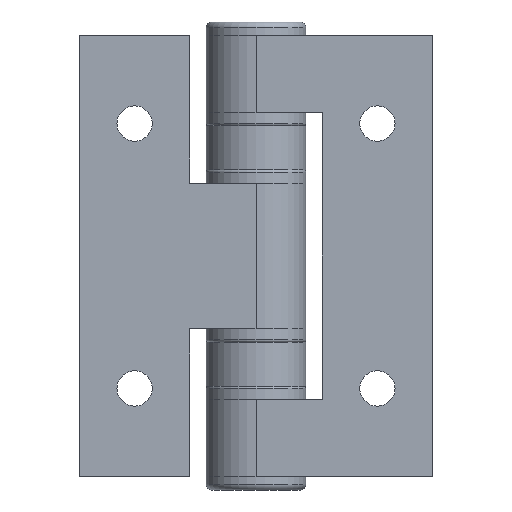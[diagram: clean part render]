
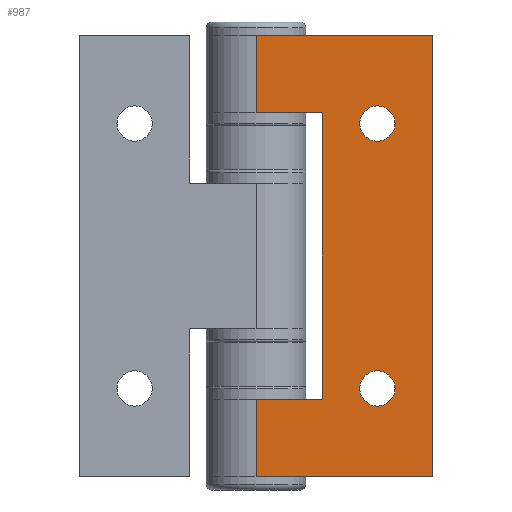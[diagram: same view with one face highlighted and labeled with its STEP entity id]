
A CAD part, front view. The second image highlights one B-rep face of the part: STEP entity #987.
In plain terms, the highlighted planar face has unit normal (0, -1, 0).
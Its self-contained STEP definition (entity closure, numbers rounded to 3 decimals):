
#61 = DIRECTION ( 'NONE',  ( 0., 0., -1. ) ) ;
#62 = CARTESIAN_POINT ( 'NONE',  ( 16., -4.5, 20. ) ) ;
#93 = CARTESIAN_POINT ( 'NONE',  ( 6., -4.5, 20. ) ) ;
#96 = DIRECTION ( 'NONE',  ( 0., 0., -1. ) ) ;
#167 = FACE_BOUND ( 'NONE', #2517, .T. ) ;
#168 = FACE_BOUND ( 'NONE', #2518, .T. ) ;
#169 = FACE_OUTER_BOUND ( 'NONE', #2519, .T. ) ;
#271 = LINE ( 'NONE', #4059, #2857 ) ;
#307 = LINE ( 'NONE', #3941, #2928 ) ;
#319 = LINE ( 'NONE', #62, #2940 ) ;
#321 = LINE ( 'NONE', #93, #2947 ) ;
#361 = LINE ( 'NONE', #4629, #3498 ) ;
#382 = LINE ( 'NONE', #4637, #3546 ) ;
#421 = LINE ( 'NONE', #1680, #3598 ) ;
#456 = LINE ( 'NONE', #1384, #3644 ) ;
#987 = ADVANCED_FACE ( 'NONE', ( #167, #168, #169 ), #3413, .F. ) ;
#1079 = AXIS2_PLACEMENT_3D ( 'NONE', #3401, #3412, #3376 ) ;
#1383 = DIRECTION ( 'NONE',  ( 0., 0., -1. ) ) ;
#1384 = CARTESIAN_POINT ( 'NONE',  ( 0., -4.5, 20. ) ) ;
#1672 = DIRECTION ( 'NONE',  ( 0., 0., 1. ) ) ;
#1673 = DIRECTION ( 'NONE',  ( 0., 1., 0. ) ) ;
#1674 = CARTESIAN_POINT ( 'NONE',  ( 11., -4.5, 12. ) ) ;
#1678 = DIRECTION ( 'NONE',  ( -1., 0., 0. ) ) ;
#1680 = CARTESIAN_POINT ( 'NONE',  ( 0., -4.5, -13. ) ) ;
#1848 = ORIENTED_EDGE ( 'NONE', *, *, #4311, .T. ) ;
#1849 = ORIENTED_EDGE ( 'NONE', *, *, #4437, .T. ) ;
#1850 = ORIENTED_EDGE ( 'NONE', *, *, #4331, .T. ) ;
#1851 = ORIENTED_EDGE ( 'NONE', *, *, #4443, .T. ) ;
#1852 = ORIENTED_EDGE ( 'NONE', *, *, #4464, .T. ) ;
#1853 = ORIENTED_EDGE ( 'NONE', *, *, #4425, .T. ) ;
#1854 = ORIENTED_EDGE ( 'NONE', *, *, #4463, .T. ) ;
#1855 = ORIENTED_EDGE ( 'NONE', *, *, #4327, .F. ) ;
#1856 = ORIENTED_EDGE ( 'NONE', *, *, #4317, .T. ) ;
#1857 = ORIENTED_EDGE ( 'NONE', *, *, #4264, .T. ) ;
#1858 = ORIENTED_EDGE ( 'NONE', *, *, #4392, .F. ) ;
#1859 = ORIENTED_EDGE ( 'NONE', *, *, #4499, .T. ) ;
#2105 = VERTEX_POINT ( 'NONE', #3092 ) ;
#2125 = VERTEX_POINT ( 'NONE', #3410 ) ;
#2132 = VERTEX_POINT ( 'NONE', #3319 ) ;
#2137 = VERTEX_POINT ( 'NONE', #3372 ) ;
#2144 = VERTEX_POINT ( 'NONE', #3082 ) ;
#2155 = VERTEX_POINT ( 'NONE', #3048 ) ;
#2158 = VERTEX_POINT ( 'NONE', #3375 ) ;
#2170 = VERTEX_POINT ( 'NONE', #3334 ) ;
#2172 = VERTEX_POINT ( 'NONE', #3273 ) ;
#2178 = VERTEX_POINT ( 'NONE', #3351 ) ;
#2180 = VERTEX_POINT ( 'NONE', #3064 ) ;
#2183 = VERTEX_POINT ( 'NONE', #3225 ) ;
#2517 = EDGE_LOOP ( 'NONE', ( #1849, #1851 ) ) ;
#2518 = EDGE_LOOP ( 'NONE', ( #1848, #1852 ) ) ;
#2519 = EDGE_LOOP ( 'NONE', ( #1850, #1854, #1853, #1856, #1855, #1858, #1859, #1857 ) ) ;
#2857 = VECTOR ( 'NONE', #4125, 1000. ) ;
#2919 = CIRCLE ( 'NONE', #2922, 1.6 ) ;
#2922 = AXIS2_PLACEMENT_3D ( 'NONE', #3919, #3916, #4101 ) ;
#2928 = VECTOR ( 'NONE', #3951, 1000. ) ;
#2940 = VECTOR ( 'NONE', #61, 1000. ) ;
#2947 = VECTOR ( 'NONE', #96, 1000. ) ;
#3048 = CARTESIAN_POINT ( 'NONE',  ( 11., -4.5, 10.4 ) ) ;
#3064 = CARTESIAN_POINT ( 'NONE',  ( 16., -4.5, -20. ) ) ;
#3082 = CARTESIAN_POINT ( 'NONE',  ( 0., -4.5, 20. ) ) ;
#3092 = CARTESIAN_POINT ( 'NONE',  ( 6., -4.5, -13. ) ) ;
#3225 = CARTESIAN_POINT ( 'NONE',  ( 6., -4.5, 13. ) ) ;
#3273 = CARTESIAN_POINT ( 'NONE',  ( 0., -4.5, -20. ) ) ;
#3319 = CARTESIAN_POINT ( 'NONE',  ( 11., -4.5, -10.4 ) ) ;
#3334 = CARTESIAN_POINT ( 'NONE',  ( 0., -4.5, -13. ) ) ;
#3351 = CARTESIAN_POINT ( 'NONE',  ( 11., -4.5, 13.6 ) ) ;
#3372 = CARTESIAN_POINT ( 'NONE',  ( 11., -4.5, -13.6 ) ) ;
#3375 = CARTESIAN_POINT ( 'NONE',  ( 0., -4.5, 13. ) ) ;
#3376 = DIRECTION ( 'NONE',  ( 0., 0., 1. ) ) ;
#3401 = CARTESIAN_POINT ( 'NONE',  ( 0., -4.5, 20. ) ) ;
#3410 = CARTESIAN_POINT ( 'NONE',  ( 16., -4.5, 20. ) ) ;
#3412 = DIRECTION ( 'NONE',  ( 0., 1., 0. ) ) ;
#3413 = PLANE ( 'NONE',  #1079 ) ;
#3498 = VECTOR ( 'NONE', #4626, 1000. ) ;
#3546 = VECTOR ( 'NONE', #4634, 1000. ) ;
#3554 = CIRCLE ( 'NONE', #3564, 1.6 ) ;
#3564 = AXIS2_PLACEMENT_3D ( 'NONE', #4593, #4592, #4591 ) ;
#3570 = CIRCLE ( 'NONE', #3572, 1.6 ) ;
#3572 = AXIS2_PLACEMENT_3D ( 'NONE', #4566, #4565, #4564 ) ;
#3597 = CIRCLE ( 'NONE', #3599, 1.6 ) ;
#3598 = VECTOR ( 'NONE', #1678, 1000. ) ;
#3599 = AXIS2_PLACEMENT_3D ( 'NONE', #1674, #1673, #1672 ) ;
#3644 = VECTOR ( 'NONE', #1383, 1000. ) ;
#3916 = DIRECTION ( 'NONE',  ( 0., 1., 0. ) ) ;
#3919 = CARTESIAN_POINT ( 'NONE',  ( 11., -4.5, 12. ) ) ;
#3941 = CARTESIAN_POINT ( 'NONE',  ( 0., -4.5, -20. ) ) ;
#3951 = DIRECTION ( 'NONE',  ( 1., 0., 0. ) ) ;
#4059 = CARTESIAN_POINT ( 'NONE',  ( 0., -4.5, 13. ) ) ;
#4101 = DIRECTION ( 'NONE',  ( 0., 0., 1. ) ) ;
#4125 = DIRECTION ( 'NONE',  ( 1., 0., 0. ) ) ;
#4264 = EDGE_CURVE ( 'NONE', #2158, #2183, #271, .T. ) ;
#4311 = EDGE_CURVE ( 'NONE', #2178, #2155, #2919, .T. ) ;
#4317 = EDGE_CURVE ( 'NONE', #2172, #2180, #307, .T. ) ;
#4327 = EDGE_CURVE ( 'NONE', #2125, #2180, #319, .T. ) ;
#4331 = EDGE_CURVE ( 'NONE', #2183, #2105, #321, .T. ) ;
#4392 = EDGE_CURVE ( 'NONE', #2144, #2125, #361, .T. ) ;
#4425 = EDGE_CURVE ( 'NONE', #2170, #2172, #382, .T. ) ;
#4437 = EDGE_CURVE ( 'NONE', #2132, #2137, #3554, .T. ) ;
#4443 = EDGE_CURVE ( 'NONE', #2137, #2132, #3570, .T. ) ;
#4463 = EDGE_CURVE ( 'NONE', #2105, #2170, #421, .T. ) ;
#4464 = EDGE_CURVE ( 'NONE', #2155, #2178, #3597, .T. ) ;
#4499 = EDGE_CURVE ( 'NONE', #2144, #2158, #456, .T. ) ;
#4564 = DIRECTION ( 'NONE',  ( 0., 0., 1. ) ) ;
#4565 = DIRECTION ( 'NONE',  ( 0., 1., 0. ) ) ;
#4566 = CARTESIAN_POINT ( 'NONE',  ( 11., -4.5, -12. ) ) ;
#4591 = DIRECTION ( 'NONE',  ( 0., 0., 1. ) ) ;
#4592 = DIRECTION ( 'NONE',  ( 0., 1., 0. ) ) ;
#4593 = CARTESIAN_POINT ( 'NONE',  ( 11., -4.5, -12. ) ) ;
#4626 = DIRECTION ( 'NONE',  ( 1., 0., 0. ) ) ;
#4629 = CARTESIAN_POINT ( 'NONE',  ( 0., -4.5, 20. ) ) ;
#4634 = DIRECTION ( 'NONE',  ( 0., 0., -1. ) ) ;
#4637 = CARTESIAN_POINT ( 'NONE',  ( 0., -4.5, 20. ) ) ;
